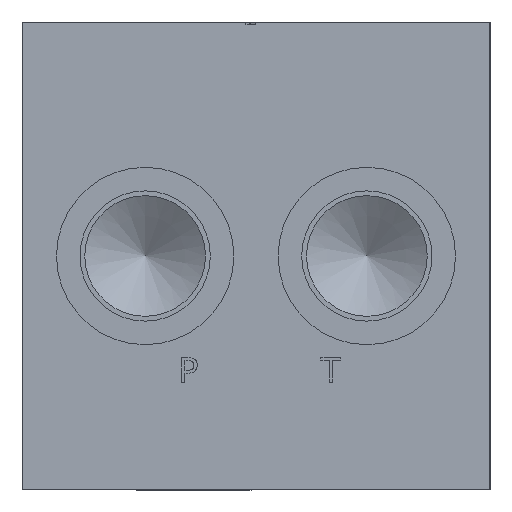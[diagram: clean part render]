
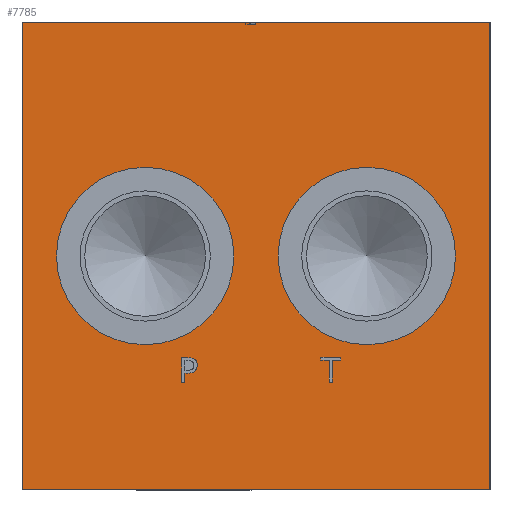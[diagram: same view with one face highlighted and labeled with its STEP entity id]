
A CAD part, left-side view. The second image highlights one B-rep face of the part: STEP entity #7785.
In plain terms, the highlighted planar face has unit normal (-1, 0, 0).
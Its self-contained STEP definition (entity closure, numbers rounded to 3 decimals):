
#251=LINE('',#10469,#818);
#256=LINE('',#10484,#823);
#330=LINE('',#10995,#897);
#333=LINE('',#11000,#900);
#395=LINE('',#11460,#962);
#398=LINE('',#11466,#965);
#400=LINE('',#11470,#967);
#402=LINE('',#11474,#969);
#404=LINE('',#11478,#971);
#406=LINE('',#11482,#973);
#408=LINE('',#11486,#975);
#410=LINE('',#11490,#977);
#420=LINE('',#11578,#987);
#422=LINE('',#11582,#989);
#424=LINE('',#11586,#991);
#426=LINE('',#11590,#993);
#428=LINE('',#11594,#995);
#573=LINE('',#12327,#1140);
#658=LINE('',#12851,#1225);
#659=LINE('',#12853,#1226);
#660=LINE('',#12855,#1227);
#818=VECTOR('',#8692,1000.);
#823=VECTOR('',#8703,1000.);
#897=VECTOR('',#8831,1000.);
#900=VECTOR('',#8834,1000.);
#962=VECTOR('',#9234,1000.);
#965=VECTOR('',#9239,1000.);
#967=VECTOR('',#9243,1000.);
#969=VECTOR('',#9247,1000.);
#971=VECTOR('',#9251,1000.);
#973=VECTOR('',#9255,1000.);
#975=VECTOR('',#9259,1000.);
#977=VECTOR('',#9263,1000.);
#987=VECTOR('',#9279,1000.);
#989=VECTOR('',#9283,1000.);
#991=VECTOR('',#9287,1000.);
#993=VECTOR('',#9291,1000.);
#995=VECTOR('',#9295,1000.);
#1140=VECTOR('',#9566,1000.);
#1225=VECTOR('',#9781,1000.);
#1226=VECTOR('',#9782,1000.);
#1227=VECTOR('',#9783,1000.);
#1475=B_SPLINE_CURVE_WITH_KNOTS('',3,(#11549,#11550,#11551,#11552),
 .UNSPECIFIED.,.F.,.F.,(4,4),(0.,1.),.UNSPECIFIED.);
#1478=B_SPLINE_CURVE_WITH_KNOTS('',2,(#11571,#11572,#11573,#11574),
 .UNSPECIFIED.,.F.,.F.,(3,1,3),(0.,1.,2.),.UNSPECIFIED.);
#1480=B_SPLINE_CURVE_WITH_KNOTS('',3,(#11601,#11602,#11603,#11604),
 .UNSPECIFIED.,.F.,.F.,(4,4),(0.,1.),.UNSPECIFIED.);
#1482=B_SPLINE_CURVE_WITH_KNOTS('',3,(#11611,#11612,#11613,#11614),
 .UNSPECIFIED.,.F.,.F.,(4,4),(0.,1.),.UNSPECIFIED.);
#3112=ORIENTED_EDGE('',*,*,#4189,.T.);
#3113=ORIENTED_EDGE('',*,*,#4178,.T.);
#3114=ORIENTED_EDGE('',*,*,#4291,.T.);
#3115=ORIENTED_EDGE('',*,*,#4276,.T.);
#3116=ORIENTED_EDGE('',*,*,#4279,.T.);
#3117=ORIENTED_EDGE('',*,*,#4281,.T.);
#3118=ORIENTED_EDGE('',*,*,#4283,.T.);
#3119=ORIENTED_EDGE('',*,*,#4285,.T.);
#3120=ORIENTED_EDGE('',*,*,#4287,.T.);
#3121=ORIENTED_EDGE('',*,*,#4289,.T.);
#3122=ORIENTED_EDGE('',*,*,#4325,.T.);
#3123=ORIENTED_EDGE('',*,*,#4308,.T.);
#3124=ORIENTED_EDGE('',*,*,#4311,.T.);
#3125=ORIENTED_EDGE('',*,*,#4313,.T.);
#3126=ORIENTED_EDGE('',*,*,#4315,.T.);
#3127=ORIENTED_EDGE('',*,*,#4317,.T.);
#3128=ORIENTED_EDGE('',*,*,#4319,.T.);
#3129=ORIENTED_EDGE('',*,*,#4321,.T.);
#3130=ORIENTED_EDGE('',*,*,#4323,.T.);
#3131=ORIENTED_EDGE('',*,*,#4685,.T.);
#3132=ORIENTED_EDGE('',*,*,#4686,.T.);
#3133=ORIENTED_EDGE('',*,*,#4687,.T.);
#3134=ORIENTED_EDGE('',*,*,#4129,.F.);
#3135=ORIENTED_EDGE('',*,*,#4544,.T.);
#3136=ORIENTED_EDGE('',*,*,#3964,.F.);
#3137=ORIENTED_EDGE('',*,*,#3957,.F.);
#3138=ORIENTED_EDGE('',*,*,#4126,.F.);
#3957=EDGE_CURVE('',#5039,#5040,#251,.T.);
#3964=EDGE_CURVE('',#5040,#5046,#256,.T.);
#4126=EDGE_CURVE('',#5207,#5039,#330,.T.);
#4129=EDGE_CURVE('',#5209,#5210,#333,.T.);
#4178=EDGE_CURVE('',#5257,#5257,#5869,.T.);
#4189=EDGE_CURVE('',#5268,#5268,#5880,.T.);
#4276=EDGE_CURVE('',#5334,#5335,#395,.T.);
#4279=EDGE_CURVE('',#5335,#5336,#398,.T.);
#4281=EDGE_CURVE('',#5336,#5337,#400,.T.);
#4283=EDGE_CURVE('',#5337,#5338,#402,.T.);
#4285=EDGE_CURVE('',#5338,#5339,#404,.T.);
#4287=EDGE_CURVE('',#5339,#5340,#406,.T.);
#4289=EDGE_CURVE('',#5340,#5341,#408,.T.);
#4291=EDGE_CURVE('',#5341,#5334,#410,.T.);
#4308=EDGE_CURVE('',#5358,#5359,#1475,.T.);
#4311=EDGE_CURVE('',#5359,#5360,#1478,.T.);
#4313=EDGE_CURVE('',#5360,#5361,#420,.T.);
#4315=EDGE_CURVE('',#5361,#5362,#422,.T.);
#4317=EDGE_CURVE('',#5362,#5363,#424,.T.);
#4319=EDGE_CURVE('',#5363,#5364,#426,.T.);
#4321=EDGE_CURVE('',#5364,#5365,#428,.T.);
#4323=EDGE_CURVE('',#5365,#5366,#1480,.T.);
#4325=EDGE_CURVE('',#5366,#5358,#1482,.T.);
#4544=EDGE_CURVE('',#5209,#5046,#573,.T.);
#4685=EDGE_CURVE('',#5207,#5600,#658,.T.);
#4686=EDGE_CURVE('',#5600,#5601,#659,.T.);
#4687=EDGE_CURVE('',#5601,#5210,#660,.T.);
#5039=VERTEX_POINT('',#10470);
#5040=VERTEX_POINT('',#10471);
#5046=VERTEX_POINT('',#10485);
#5207=VERTEX_POINT('',#10994);
#5209=VERTEX_POINT('',#10999);
#5210=VERTEX_POINT('',#11001);
#5257=VERTEX_POINT('',#11158);
#5268=VERTEX_POINT('',#11190);
#5334=VERTEX_POINT('',#11461);
#5335=VERTEX_POINT('',#11462);
#5336=VERTEX_POINT('',#11467);
#5337=VERTEX_POINT('',#11471);
#5338=VERTEX_POINT('',#11475);
#5339=VERTEX_POINT('',#11479);
#5340=VERTEX_POINT('',#11483);
#5341=VERTEX_POINT('',#11487);
#5358=VERTEX_POINT('',#11553);
#5359=VERTEX_POINT('',#11554);
#5360=VERTEX_POINT('',#11575);
#5361=VERTEX_POINT('',#11579);
#5362=VERTEX_POINT('',#11583);
#5363=VERTEX_POINT('',#11587);
#5364=VERTEX_POINT('',#11591);
#5365=VERTEX_POINT('',#11595);
#5366=VERTEX_POINT('',#11605);
#5600=VERTEX_POINT('',#12852);
#5601=VERTEX_POINT('',#12854);
#5869=CIRCLE('',#8158,18.);
#5880=CIRCLE('',#8179,18.);
#6353=EDGE_LOOP('',(#3112));
#6354=EDGE_LOOP('',(#3113));
#6355=EDGE_LOOP('',(#3114,#3115,#3116,#3117,#3118,#3119,#3120,#3121));
#6356=EDGE_LOOP('',(#3122,#3123,#3124,#3125,#3126,#3127,#3128,#3129,#3130));
#6357=EDGE_LOOP('',(#3131,#3132,#3133,#3134,#3135,#3136,#3137,#3138));
#7000=FACE_BOUND('',#6353,.T.);
#7001=FACE_BOUND('',#6354,.T.);
#7002=FACE_BOUND('',#6355,.T.);
#7003=FACE_BOUND('',#6356,.T.);
#7004=FACE_BOUND('',#6357,.T.);
#7392=PLANE('',#8375);
#7785=ADVANCED_FACE('',(#7000,#7001,#7002,#7003,#7004),#7392,.F.);
#8158=AXIS2_PLACEMENT_3D('',#11157,#9028,#9029);
#8179=AXIS2_PLACEMENT_3D('',#11189,#9070,#9071);
#8375=AXIS2_PLACEMENT_3D('',#12850,#9779,#9780);
#8692=DIRECTION('',(0.,0.,-1.));
#8703=DIRECTION('',(0.,1.,0.));
#8831=DIRECTION('',(0.,-1.,0.));
#8834=DIRECTION('',(0.,-1.,0.));
#9028=DIRECTION('',(1.,0.,0.));
#9029=DIRECTION('',(0.,1.,0.));
#9070=DIRECTION('',(1.,0.,0.));
#9071=DIRECTION('',(0.,1.,0.));
#9234=DIRECTION('',(0.,0.,1.));
#9239=DIRECTION('',(0.,1.,0.));
#9243=DIRECTION('',(0.,0.,1.));
#9247=DIRECTION('',(0.,-1.,0.));
#9251=DIRECTION('',(0.,0.,-1.));
#9255=DIRECTION('',(0.,1.,0.));
#9259=DIRECTION('',(0.,0.,-1.));
#9263=DIRECTION('',(0.,1.,0.));
#9279=DIRECTION('',(0.,1.,0.));
#9283=DIRECTION('',(0.,0.,-1.));
#9287=DIRECTION('',(0.,1.,0.));
#9291=DIRECTION('',(0.,0.,1.));
#9295=DIRECTION('',(0.,-1.,0.));
#9566=DIRECTION('',(0.,0.,-1.));
#9779=DIRECTION('',(1.,0.,0.));
#9780=DIRECTION('',(0.,0.,-1.));
#9781=DIRECTION('',(0.,0.,-1.));
#9782=DIRECTION('',(0.,1.,0.));
#9783=DIRECTION('',(0.,0.,1.));
#10469=CARTESIAN_POINT('',(540.,0.,92.5));
#10470=CARTESIAN_POINT('',(540.,0.,140.));
#10471=CARTESIAN_POINT('',(540.,0.,45.));
#10484=CARTESIAN_POINT('',(540.,47.5,45.));
#10485=CARTESIAN_POINT('',(540.,95.,45.));
#10994=CARTESIAN_POINT('',(540.,47.534,140.));
#10995=CARTESIAN_POINT('',(540.,47.5,140.));
#10999=CARTESIAN_POINT('',(540.,95.,140.));
#11000=CARTESIAN_POINT('',(540.,47.5,140.));
#11001=CARTESIAN_POINT('',(540.,48.826,140.));
#11157=CARTESIAN_POINT('',(540.,25.,92.5));
#11158=CARTESIAN_POINT('',(540.,7.,92.5));
#11189=CARTESIAN_POINT('',(540.,70.,92.5));
#11190=CARTESIAN_POINT('',(540.,52.,92.5));
#11460=CARTESIAN_POINT('',(540.,32.645,79.701));
#11461=CARTESIAN_POINT('',(540.,32.645,66.902));
#11462=CARTESIAN_POINT('',(540.,32.645,71.31));
#11466=CARTESIAN_POINT('',(540.,40.073,71.31));
#11467=CARTESIAN_POINT('',(540.,34.323,71.31));
#11470=CARTESIAN_POINT('',(540.,34.323,81.905));
#11471=CARTESIAN_POINT('',(540.,34.323,71.902));
#11474=CARTESIAN_POINT('',(540.,40.911,71.902));
#11475=CARTESIAN_POINT('',(540.,30.303,71.902));
#11478=CARTESIAN_POINT('',(540.,30.303,82.201));
#11479=CARTESIAN_POINT('',(540.,30.303,71.31));
#11482=CARTESIAN_POINT('',(540.,38.902,71.31));
#11483=CARTESIAN_POINT('',(540.,31.981,71.31));
#11486=CARTESIAN_POINT('',(540.,31.981,81.905));
#11487=CARTESIAN_POINT('',(540.,31.981,66.902));
#11490=CARTESIAN_POINT('',(540.,39.74,66.902));
#11549=CARTESIAN_POINT('',(540.,59.417,70.34));
#11550=CARTESIAN_POINT('',(540.,59.417,69.911));
#11551=CARTESIAN_POINT('',(540.,59.578,69.502));
#11552=CARTESIAN_POINT('',(540.,59.855,69.23));
#11553=CARTESIAN_POINT('',(540.,59.417,70.34));
#11554=CARTESIAN_POINT('',(540.,59.855,69.23));
#11571=CARTESIAN_POINT('',(540.,59.855,69.23));
#11572=CARTESIAN_POINT('',(540.,60.114,68.975));
#11573=CARTESIAN_POINT('',(540.,60.815,68.712));
#11574=CARTESIAN_POINT('',(540.,61.35,68.712));
#11575=CARTESIAN_POINT('',(540.,61.35,68.712));
#11578=CARTESIAN_POINT('',(540.,54.425,68.712));
#11579=CARTESIAN_POINT('',(540.,61.913,68.712));
#11582=CARTESIAN_POINT('',(540.,61.913,80.606));
#11583=CARTESIAN_POINT('',(540.,61.913,66.848));
#11586=CARTESIAN_POINT('',(540.,54.706,66.848));
#11587=CARTESIAN_POINT('',(540.,62.577,66.848));
#11590=CARTESIAN_POINT('',(540.,62.577,79.674));
#11591=CARTESIAN_POINT('',(540.,62.577,71.848));
#11594=CARTESIAN_POINT('',(540.,55.039,71.848));
#11595=CARTESIAN_POINT('',(540.,61.321,71.848));
#11601=CARTESIAN_POINT('',(540.,61.321,71.848));
#11602=CARTESIAN_POINT('',(540.,60.748,71.848));
#11603=CARTESIAN_POINT('',(540.,60.312,71.744));
#11604=CARTESIAN_POINT('',(540.,60.013,71.536));
#11605=CARTESIAN_POINT('',(540.,60.013,71.536));
#11611=CARTESIAN_POINT('',(540.,60.013,71.536));
#11612=CARTESIAN_POINT('',(540.,59.616,71.265));
#11613=CARTESIAN_POINT('',(540.,59.417,70.867));
#11614=CARTESIAN_POINT('',(540.,59.417,70.34));
#12327=CARTESIAN_POINT('',(540.,95.,92.5));
#12850=CARTESIAN_POINT('',(540.,47.5,92.5));
#12851=CARTESIAN_POINT('',(540.,47.534,116.25));
#12852=CARTESIAN_POINT('',(540.,47.534,139.4));
#12853=CARTESIAN_POINT('',(540.,47.827,139.4));
#12854=CARTESIAN_POINT('',(540.,48.826,139.4));
#12855=CARTESIAN_POINT('',(540.,48.826,116.25));
